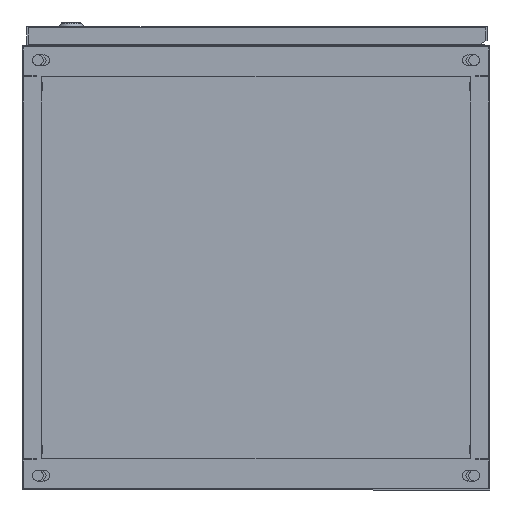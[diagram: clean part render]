
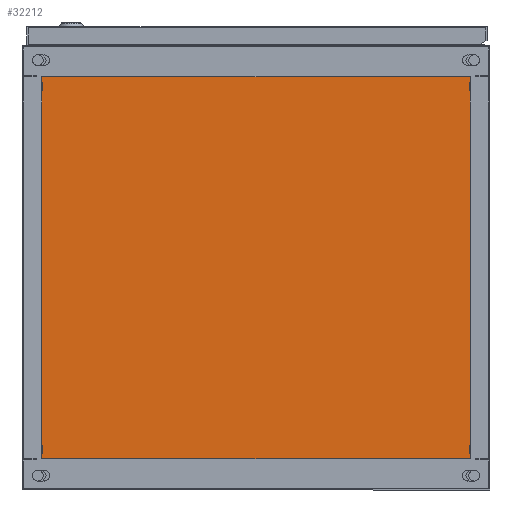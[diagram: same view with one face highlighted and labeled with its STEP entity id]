
A CAD part, front view. The second image highlights one B-rep face of the part: STEP entity #32212.
In plain terms, the highlighted planar face has unit normal (0, -1, 0).
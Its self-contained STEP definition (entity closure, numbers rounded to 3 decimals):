
#2290 = DIRECTION ( 'NONE',  ( 0., 0., 1. ) ) ;
#4409 = VERTEX_POINT ( 'NONE', #13095 ) ;
#4621 = AXIS2_PLACEMENT_3D ( 'NONE', #64099, #71951, #79813 ) ;
#13095 = CARTESIAN_POINT ( 'NONE',  ( 275., 1799., 245. ) ) ;
#24328 = CARTESIAN_POINT ( 'NONE',  ( -275., 1799., -245. ) ) ;
#30769 = VECTOR ( 'NONE', #2290, 1000. ) ;
#31715 = FACE_OUTER_BOUND ( 'NONE', #36803, .T. ) ;
#32212 = ADVANCED_FACE ( 'NONE', ( #31715 ), #40566, .F. ) ;
#35504 = CARTESIAN_POINT ( 'NONE',  ( 275., 1799., -245. ) ) ;
#36803 = EDGE_LOOP ( 'NONE', ( #56886, #48059, #93205, #73058 ) ) ;
#39638 = EDGE_CURVE ( 'NONE', #4409, #40281, #67950, .T. ) ;
#40281 = VERTEX_POINT ( 'NONE', #99817 ) ;
#40566 = PLANE ( 'NONE',  #4621 ) ;
#42582 = LINE ( 'NONE', #59410, #81671 ) ;
#47482 = DIRECTION ( 'NONE',  ( 1., 0., 0. ) ) ;
#48059 = ORIENTED_EDGE ( 'NONE', *, *, #70260, .F. ) ;
#51939 = CARTESIAN_POINT ( 'NONE',  ( -275., 1799., 245. ) ) ;
#54088 = LINE ( 'NONE', #55666, #76034 ) ;
#55171 = EDGE_CURVE ( 'NONE', #70576, #67997, #57506, .T. ) ;
#55666 = CARTESIAN_POINT ( 'NONE',  ( -275., 1799., 245. ) ) ;
#56886 = ORIENTED_EDGE ( 'NONE', *, *, #55171, .F. ) ;
#57506 = LINE ( 'NONE', #87762, #30769 ) ;
#59410 = CARTESIAN_POINT ( 'NONE',  ( -275., 1799., -245. ) ) ;
#63057 = VECTOR ( 'NONE', #90064, 1000. ) ;
#64099 = CARTESIAN_POINT ( 'NONE',  ( 0., 1799., 0. ) ) ;
#67950 = LINE ( 'NONE', #35504, #63057 ) ;
#67997 = VERTEX_POINT ( 'NONE', #51939 ) ;
#70260 = EDGE_CURVE ( 'NONE', #40281, #70576, #42582, .T. ) ;
#70576 = VERTEX_POINT ( 'NONE', #24328 ) ;
#71951 = DIRECTION ( 'NONE',  ( 0., 1., 0. ) ) ;
#73058 = ORIENTED_EDGE ( 'NONE', *, *, #74049, .F. ) ;
#74049 = EDGE_CURVE ( 'NONE', #67997, #4409, #54088, .T. ) ;
#76034 = VECTOR ( 'NONE', #47482, 1000. ) ;
#79813 = DIRECTION ( 'NONE',  ( 0., 0., 1. ) ) ;
#81671 = VECTOR ( 'NONE', #97236, 1000. ) ;
#87762 = CARTESIAN_POINT ( 'NONE',  ( -275., 1799., -245. ) ) ;
#90064 = DIRECTION ( 'NONE',  ( 0., 0., -1. ) ) ;
#93205 = ORIENTED_EDGE ( 'NONE', *, *, #39638, .F. ) ;
#97236 = DIRECTION ( 'NONE',  ( -1., 0., 0. ) ) ;
#99817 = CARTESIAN_POINT ( 'NONE',  ( 275., 1799., -245. ) ) ;
